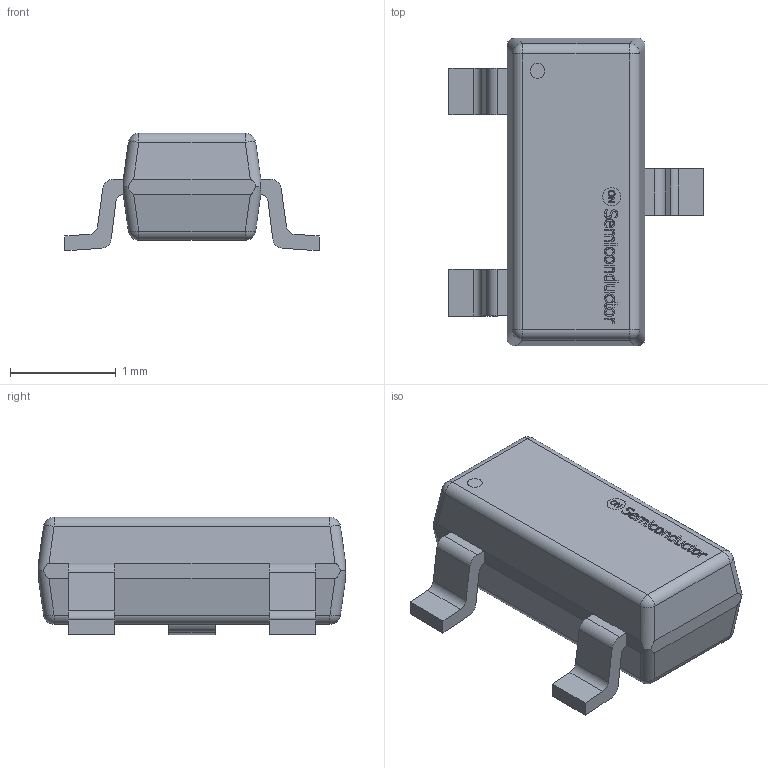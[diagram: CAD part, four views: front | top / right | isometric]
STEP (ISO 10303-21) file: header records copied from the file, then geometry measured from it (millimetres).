
FILE_DESCRIPTION(/* description */ (''),/* implementation_level */ '2;1');
FILE_NAME(/* name */ '1.stp',/* time_stamp */ '2019-11-11T09:12:18+02:00',/* author */ ('Karem'),/* organization */ (''),/* preprocessor_version */ 'ST-DEVELOPER v15.6',/* originating_system */ 'Autodesk Inventor 2015',/* authorisation */ '');
FILE_SCHEMA (('AUTOMOTIVE_DESIGN { 1 0 10303 214 3 1 1 }'));
Length unit declared in the file: millimetre
Products named in the file (5): 1; 2; ON Semi Logo - withoutPN; ON Semi Logo - withoutPN - Copy
Bounding box: 2.4 x 2.9 x 1.11 mm (x, y, z)
Volume: 3.8 mm3; surface area: 19.3 mm2
Topology: 21 solids, 21 shells, 331 faces, 842 edges, 553 vertices
Faces by surface type: plane 166, bspline 126, cylinder 30, sphere 8, torus 1
Full cylindrical faces by diameter (mm): 0.14 x1, 0.192 x1
Entity records: 10745 total; most frequent: CARTESIAN_POINT 3430, ORIENTED_EDGE 1678, DIRECTION 1088, EDGE_CURVE 839, VERTEX_POINT 553, LINE 514, VECTOR 514, EDGE_LOOP 346
